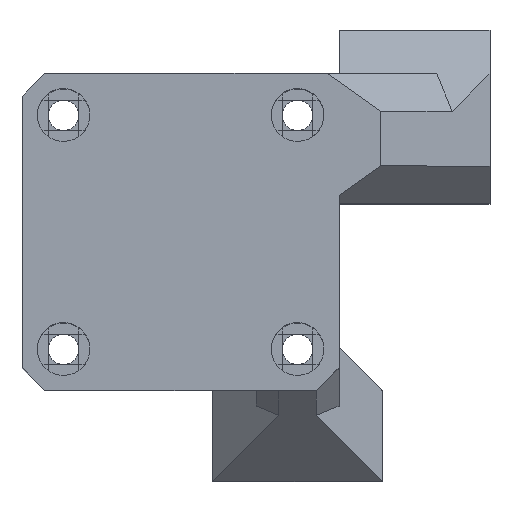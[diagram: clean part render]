
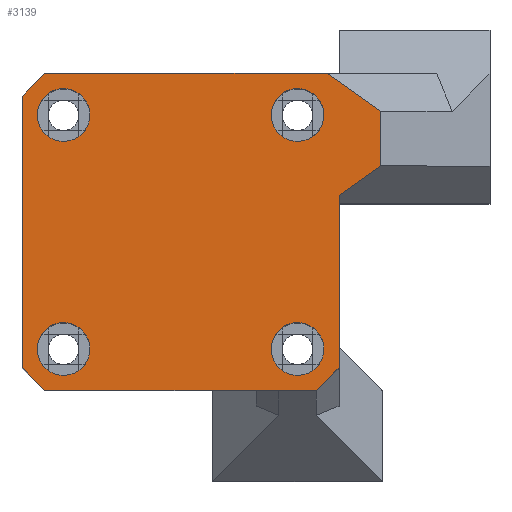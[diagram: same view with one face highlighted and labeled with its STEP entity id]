
A CAD part, top view. The second image highlights one B-rep face of the part: STEP entity #3139.
In plain terms, the highlighted planar face has unit normal (0, 0, 1).
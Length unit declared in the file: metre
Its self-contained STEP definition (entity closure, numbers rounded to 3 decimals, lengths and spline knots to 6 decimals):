
#46=CIRCLE('',#3238,0.0035);
#97=CIRCLE('',#3386,0.0035);
#99=CIRCLE('',#3389,0.0035);
#101=CIRCLE('',#3392,0.0035);
#666=ORIENTED_EDGE('',*,*,#1084,.T.);
#667=ORIENTED_EDGE('',*,*,#1351,.T.);
#668=ORIENTED_EDGE('',*,*,#1334,.F.);
#669=ORIENTED_EDGE('',*,*,#1352,.T.);
#670=ORIENTED_EDGE('',*,*,#1353,.T.);
#671=ORIENTED_EDGE('',*,*,#1354,.T.);
#672=ORIENTED_EDGE('',*,*,#1328,.T.);
#673=ORIENTED_EDGE('',*,*,#1355,.T.);
#674=ORIENTED_EDGE('',*,*,#1316,.T.);
#675=ORIENTED_EDGE('',*,*,#1356,.T.);
#676=ORIENTED_EDGE('',*,*,#1310,.T.);
#677=ORIENTED_EDGE('',*,*,#1308,.T.);
#678=ORIENTED_EDGE('',*,*,#1064,.T.);
#679=ORIENTED_EDGE('',*,*,#1312,.T.);
#1064=EDGE_CURVE('',#1506,#1506,#46,.T.);
#1084=EDGE_CURVE('',#1524,#1523,#1786,.T.);
#1308=EDGE_CURVE('',#1654,#1654,#97,.T.);
#1310=EDGE_CURVE('',#1655,#1655,#99,.T.);
#1312=EDGE_CURVE('',#1656,#1656,#101,.T.);
#1316=EDGE_CURVE('',#1660,#1659,#1971,.T.);
#1328=EDGE_CURVE('',#1670,#1669,#1983,.F.);
#1334=EDGE_CURVE('',#1675,#1676,#1988,.T.);
#1351=EDGE_CURVE('',#1523,#1676,#2002,.T.);
#1352=EDGE_CURVE('',#1675,#1689,#2003,.T.);
#1353=EDGE_CURVE('',#1689,#1690,#2004,.F.);
#1354=EDGE_CURVE('',#1690,#1670,#2005,.F.);
#1355=EDGE_CURVE('',#1669,#1660,#2006,.F.);
#1356=EDGE_CURVE('',#1659,#1524,#2007,.F.);
#1506=VERTEX_POINT('',#4496);
#1523=VERTEX_POINT('',#4534);
#1524=VERTEX_POINT('',#4536);
#1654=VERTEX_POINT('',#4985);
#1655=VERTEX_POINT('',#4989);
#1656=VERTEX_POINT('',#4993);
#1659=VERTEX_POINT('',#5000);
#1660=VERTEX_POINT('',#5002);
#1669=VERTEX_POINT('',#5023);
#1670=VERTEX_POINT('',#5025);
#1675=VERTEX_POINT('',#5040);
#1676=VERTEX_POINT('',#5041);
#1689=VERTEX_POINT('',#5074);
#1690=VERTEX_POINT('',#5076);
#1786=LINE('',#4535,#2146);
#1971=LINE('',#5001,#2331);
#1983=LINE('',#5024,#2343);
#1988=LINE('',#5039,#2348);
#2002=LINE('',#5072,#2362);
#2003=LINE('',#5073,#2363);
#2004=LINE('',#5075,#2364);
#2005=LINE('',#5077,#2365);
#2006=LINE('',#5078,#2366);
#2007=LINE('',#5079,#2367);
#2146=VECTOR('',#3593,1.);
#2331=VECTOR('',#4068,1.);
#2343=VECTOR('',#4082,1.);
#2348=VECTOR('',#4089,1.);
#2362=VECTOR('',#4113,1.);
#2363=VECTOR('',#4114,1.);
#2364=VECTOR('',#4115,1.);
#2365=VECTOR('',#4116,1.);
#2366=VECTOR('',#4117,1.);
#2367=VECTOR('',#4118,1.);
#2579=EDGE_LOOP('',(#666,#667,#668,#669,#670,#671,#672,#673,#674,#675));
#2580=EDGE_LOOP('',(#676));
#2581=EDGE_LOOP('',(#677));
#2582=EDGE_LOOP('',(#678));
#2583=EDGE_LOOP('',(#679));
#2784=FACE_BOUND('',#2579,.T.);
#2785=FACE_BOUND('',#2580,.T.);
#2786=FACE_BOUND('',#2581,.T.);
#2787=FACE_BOUND('',#2582,.T.);
#2788=FACE_BOUND('',#2583,.T.);
#2969=PLANE('',#3401);
#3139=ADVANCED_FACE('',(#2784,#2785,#2786,#2787,#2788),#2969,.F.);
#3238=AXIS2_PLACEMENT_3D('',#4495,#3559,#3560);
#3386=AXIS2_PLACEMENT_3D('',#4984,#4048,#4049);
#3389=AXIS2_PLACEMENT_3D('',#4988,#4054,#4055);
#3392=AXIS2_PLACEMENT_3D('',#4992,#4060,#4061);
#3401=AXIS2_PLACEMENT_3D('',#5071,#4111,#4112);
#3559=DIRECTION('',(0.,0.,-1.));
#3560=DIRECTION('',(-1.,0.,0.));
#3593=DIRECTION('',(1.,0.,0.));
#4048=DIRECTION('',(0.,0.,-1.));
#4049=DIRECTION('',(-1.,0.,0.));
#4054=DIRECTION('',(0.,0.,-1.));
#4055=DIRECTION('',(-1.,0.,0.));
#4060=DIRECTION('',(0.,0.,-1.));
#4061=DIRECTION('',(-1.,0.,0.));
#4068=DIRECTION('',(0.,-1.,0.));
#4082=DIRECTION('',(1.,0.,0.));
#4089=DIRECTION('',(0.,-1.,0.));
#4111=DIRECTION('',(0.,0.,-1.));
#4112=DIRECTION('',(1.,0.,0.));
#4113=DIRECTION('',(0.707,0.707,0.));
#4114=DIRECTION('',(0.816,0.577,0.));
#4115=DIRECTION('',(0.,-1.,0.));
#4116=DIRECTION('',(0.816,-0.577,0.));
#4117=DIRECTION('',(0.707,0.707,0.));
#4118=DIRECTION('',(-0.707,0.707,0.));
#4495=CARTESIAN_POINT('',(0.0255,-0.0055,0.));
#4496=CARTESIAN_POINT('',(0.022,-0.0055,0.));
#4534=CARTESIAN_POINT('',(0.028,-0.042,0.));
#4535=CARTESIAN_POINT('',(-0.0055,-0.042,0.));
#4536=CARTESIAN_POINT('',(-0.008,-0.042,0.));
#4984=CARTESIAN_POINT('',(-0.0055,-0.0055,0.));
#4985=CARTESIAN_POINT('',(-0.009,-0.0055,0.));
#4988=CARTESIAN_POINT('',(-0.0055,-0.0365,0.));
#4989=CARTESIAN_POINT('',(-0.009,-0.0365,0.));
#4992=CARTESIAN_POINT('',(0.0255,-0.0365,0.));
#4993=CARTESIAN_POINT('',(0.022,-0.0365,0.));
#5000=CARTESIAN_POINT('',(-0.011,-0.039,0.));
#5001=CARTESIAN_POINT('',(-0.011,-0.021,0.));
#5002=CARTESIAN_POINT('',(-0.011,-0.003,0.));
#5023=CARTESIAN_POINT('',(-0.008,0.,0.));
#5024=CARTESIAN_POINT('',(0.01,0.,0.));
#5025=CARTESIAN_POINT('',(0.029429,0.,0.));
#5039=CARTESIAN_POINT('',(0.031,-0.021,0.));
#5040=CARTESIAN_POINT('',(0.031,-0.016139,0.));
#5041=CARTESIAN_POINT('',(0.031,-0.039,0.));
#5071=CARTESIAN_POINT('',(0.01,-0.175,0.));
#5072=CARTESIAN_POINT('',(0.028,-0.042,0.));
#5073=CARTESIAN_POINT('',(0.044869,-0.006332,0.));
#5074=CARTESIAN_POINT('',(0.0365,-0.01225,0.));
#5075=CARTESIAN_POINT('',(0.0365,-0.175,0.));
#5076=CARTESIAN_POINT('',(0.0365,-0.005,0.));
#5077=CARTESIAN_POINT('',(0.024619,0.003401,0.));
#5078=CARTESIAN_POINT('',(-0.008,0.,0.));
#5079=CARTESIAN_POINT('',(-0.011,-0.039,0.));
